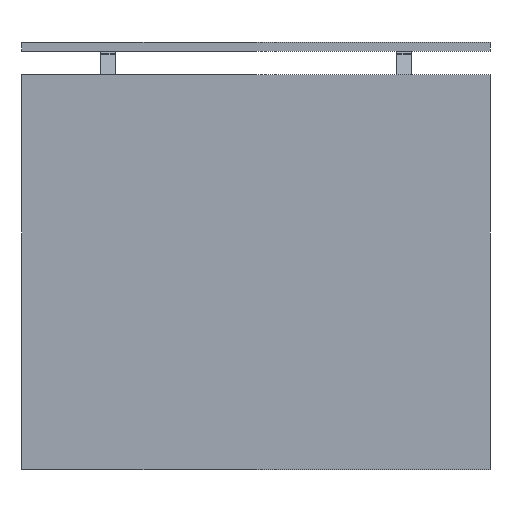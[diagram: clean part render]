
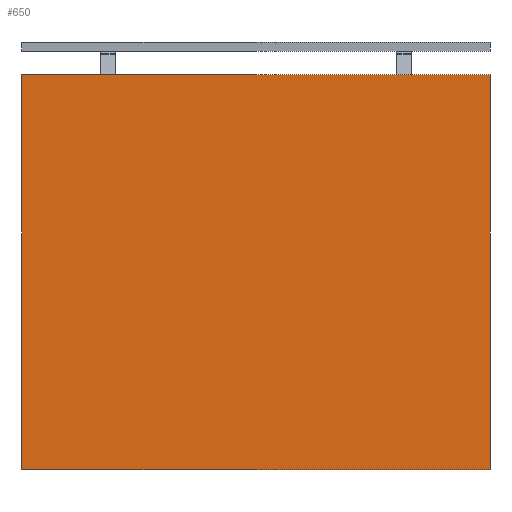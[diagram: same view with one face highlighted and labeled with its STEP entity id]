
A CAD part, left-side view. The second image highlights one B-rep face of the part: STEP entity #650.
In plain terms, the highlighted planar face has unit normal (-1, 0, 0).
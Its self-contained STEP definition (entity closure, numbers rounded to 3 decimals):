
#650=ADVANCED_FACE($,(#1140),#6524,.T.);
#1140=FACE_OUTER_BOUND($,#1630,.T.);
#1630=EDGE_LOOP($,(#2208,#2209,#2210,#2211));
#2208=ORIENTED_EDGE($,*,*,#4572,.F.);
#2209=ORIENTED_EDGE($,*,*,#4571,.F.);
#2210=ORIENTED_EDGE($,*,*,#4570,.T.);
#2211=ORIENTED_EDGE($,*,*,#4565,.T.);
#4565=EDGE_CURVE($,#5749,#5750,#6739,.T.);
#4570=EDGE_CURVE($,#5753,#5749,#6744,.T.);
#4571=EDGE_CURVE($,#5753,#5754,#6745,.T.);
#4572=EDGE_CURVE($,#5754,#5750,#6746,.T.);
#5749=VERTEX_POINT($,#8273);
#5750=VERTEX_POINT($,#8274);
#5753=VERTEX_POINT($,#8277);
#5754=VERTEX_POINT($,#8278);
#6524=PLANE($,#7786);
#6739=B_SPLINE_CURVE_WITH_KNOTS($,1,(#8244,#8245),.UNSPECIFIED.,.F.,.F.,
(2,2),(0.,675.),.UNSPECIFIED.);
#6744=B_SPLINE_CURVE_WITH_KNOTS($,1,(#8254,#8255),.UNSPECIFIED.,.F.,.F.,
(2,2),(-800.,0.),.UNSPECIFIED.);
#6745=B_SPLINE_CURVE_WITH_KNOTS($,1,(#8256,#8257),.UNSPECIFIED.,.F.,.F.,
(2,2),(0.,675.),.UNSPECIFIED.);
#6746=B_SPLINE_CURVE_WITH_KNOTS($,1,(#8258,#8259),.UNSPECIFIED.,.F.,.F.,
(2,2),(-800.,0.),.UNSPECIFIED.);
#7786=AXIS2_PLACEMENT_3D($,#8268,#7999,$);
#7999=DIRECTION($,(-1.,0.,0.));
#8244=CARTESIAN_POINT($,(0.,800.,675.));
#8245=CARTESIAN_POINT($,(0.,800.,0.));
#8254=CARTESIAN_POINT($,(0.,0.,675.));
#8255=CARTESIAN_POINT($,(0.,800.,675.));
#8256=CARTESIAN_POINT($,(0.,0.,675.));
#8257=CARTESIAN_POINT($,(0.,0.,0.));
#8258=CARTESIAN_POINT($,(0.,0.,0.));
#8259=CARTESIAN_POINT($,(0.,800.,0.));
#8268=CARTESIAN_POINT($,(0.,800.,0.));
#8273=CARTESIAN_POINT($,(0.,800.,675.));
#8274=CARTESIAN_POINT($,(0.,800.,0.));
#8277=CARTESIAN_POINT($,(0.,0.,675.));
#8278=CARTESIAN_POINT($,(0.,0.,0.));
